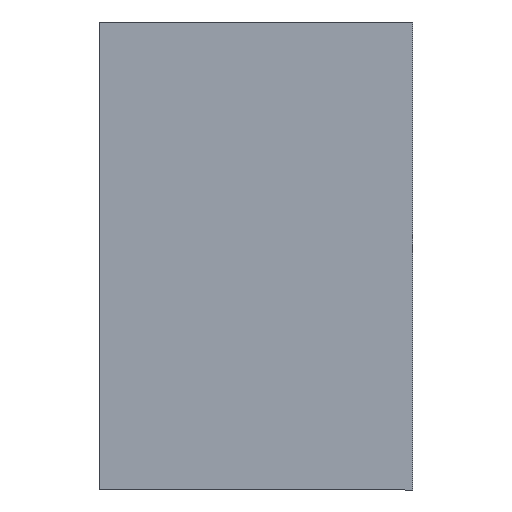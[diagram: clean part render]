
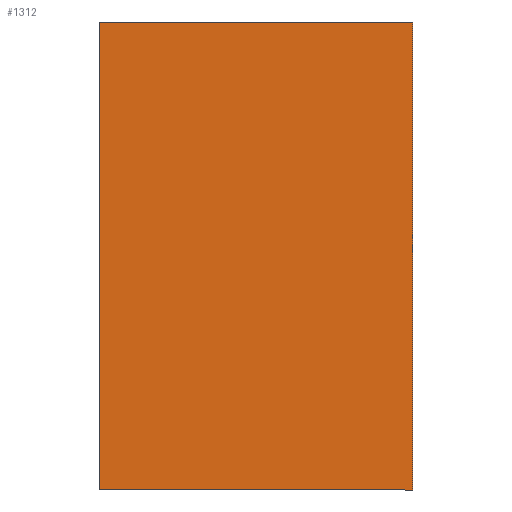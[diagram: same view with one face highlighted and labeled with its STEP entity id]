
A CAD part, front view. The second image highlights one B-rep face of the part: STEP entity #1312.
In plain terms, the highlighted planar face has unit normal (0, -1, 0).
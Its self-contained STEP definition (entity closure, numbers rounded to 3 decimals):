
#76=PLANE('',#1413);
#142=FACE_OUTER_BOUND('',#208,.T.);
#208=EDGE_LOOP('',(#1236,#1237,#1238,#1239));
#372=LINE('',#2097,#545);
#377=LINE('',#2109,#550);
#379=LINE('',#2113,#552);
#381=LINE('',#2116,#554);
#545=VECTOR('',#1717,10.);
#550=VECTOR('',#1734,10.);
#552=VECTOR('',#1738,10.);
#554=VECTOR('',#1742,10.);
#681=VERTEX_POINT('',#2094);
#682=VERTEX_POINT('',#2096);
#683=VERTEX_POINT('',#2108);
#684=VERTEX_POINT('',#2112);
#860=EDGE_CURVE('',#682,#681,#372,.T.);
#865=EDGE_CURVE('',#683,#682,#377,.T.);
#867=EDGE_CURVE('',#684,#683,#379,.T.);
#869=EDGE_CURVE('',#681,#684,#381,.T.);
#1236=ORIENTED_EDGE('',*,*,#869,.T.);
#1237=ORIENTED_EDGE('',*,*,#867,.T.);
#1238=ORIENTED_EDGE('',*,*,#865,.T.);
#1239=ORIENTED_EDGE('',*,*,#860,.T.);
#1312=ADVANCED_FACE('',(#142),#76,.T.);
#1413=AXIS2_PLACEMENT_3D('',#2117,#1743,#1744);
#1717=DIRECTION('',(0.,0.,1.));
#1734=DIRECTION('',(1.,0.,0.));
#1738=DIRECTION('',(0.,0.,-1.));
#1742=DIRECTION('',(-1.,0.,0.));
#1743=DIRECTION('center_axis',(0.,-1.,0.));
#1744=DIRECTION('ref_axis',(0.,0.,-1.));
#2094=CARTESIAN_POINT('',(-17.975,5.084,58.317));
#2096=CARTESIAN_POINT('',(-17.975,5.084,18.174));
#2097=CARTESIAN_POINT('',(-17.975,5.084,18.174));
#2108=CARTESIAN_POINT('',(-44.894,5.084,18.174));
#2109=CARTESIAN_POINT('',(-44.894,5.084,18.174));
#2112=CARTESIAN_POINT('',(-44.894,5.084,58.317));
#2113=CARTESIAN_POINT('',(-44.894,5.084,58.317));
#2116=CARTESIAN_POINT('',(-17.975,5.084,58.317));
#2117=CARTESIAN_POINT('Origin',(-31.425,5.084,38.245));
